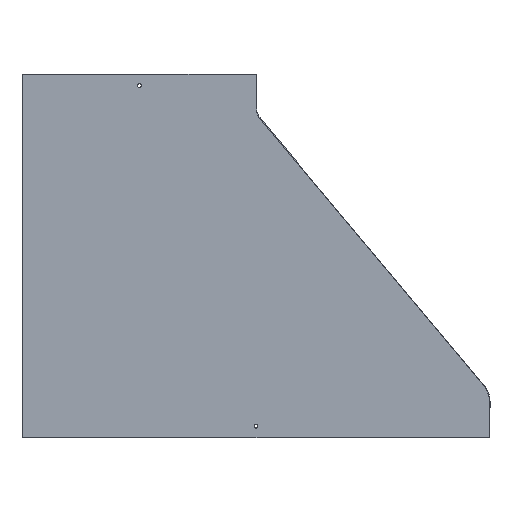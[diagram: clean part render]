
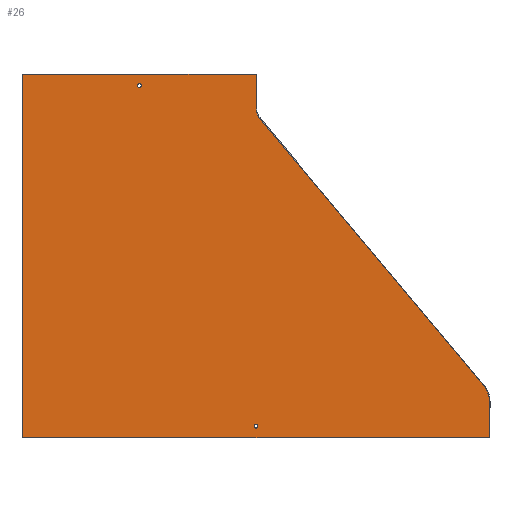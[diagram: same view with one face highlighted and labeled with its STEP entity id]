
A CAD part, front view. The second image highlights one B-rep face of the part: STEP entity #26.
In plain terms, the highlighted planar face has unit normal (0, -1, 0).
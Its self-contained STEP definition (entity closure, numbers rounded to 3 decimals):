
#26 = ADVANCED_FACE ( 'NONE', ( #323, #327, #321 ), #504, .F. ) ;
#42 = EDGE_CURVE ( 'NONE', #410, #410, #348, .T. ) ;
#43 = EDGE_CURVE ( 'NONE', #246, #227, #344, .T. ) ;
#44 = EDGE_CURVE ( 'NONE', #246, #248, #346, .T. ) ;
#45 = EDGE_CURVE ( 'NONE', #228, #248, #347, .T. ) ;
#46 = EDGE_CURVE ( 'NONE', #247, #228, #352, .T. ) ;
#47 = EDGE_CURVE ( 'NONE', #232, #247, #354, .T. ) ;
#48 = EDGE_CURVE ( 'NONE', #254, #232, #355, .T. ) ;
#49 = EDGE_CURVE ( 'NONE', #121, #254, #357, .T. ) ;
#50 = EDGE_CURVE ( 'NONE', #121, #227, #351, .T. ) ;
#51 = EDGE_CURVE ( 'NONE', #411, #411, #360, .T. ) ;
#88 = AXIS2_PLACEMENT_3D ( 'NONE', #600, #602, #477 ) ;
#94 = AXIS2_PLACEMENT_3D ( 'NONE', #559, #558, #536 ) ;
#95 = AXIS2_PLACEMENT_3D ( 'NONE', #513, #515, #512 ) ;
#96 = AXIS2_PLACEMENT_3D ( 'NONE', #523, #522, #521 ) ;
#97 = AXIS2_PLACEMENT_3D ( 'NONE', #526, #525, #510 ) ;
#121 = VERTEX_POINT ( 'NONE', #631 ) ;
#125 = ORIENTED_EDGE ( 'NONE', *, *, #47, .F. ) ;
#127 = ORIENTED_EDGE ( 'NONE', *, *, #49, .F. ) ;
#128 = ORIENTED_EDGE ( 'NONE', *, *, #46, .F. ) ;
#133 = ORIENTED_EDGE ( 'NONE', *, *, #48, .F. ) ;
#146 = ORIENTED_EDGE ( 'NONE', *, *, #50, .T. ) ;
#147 = ORIENTED_EDGE ( 'NONE', *, *, #51, .F. ) ;
#148 = ORIENTED_EDGE ( 'NONE', *, *, #44, .T. ) ;
#149 = ORIENTED_EDGE ( 'NONE', *, *, #45, .F. ) ;
#150 = ORIENTED_EDGE ( 'NONE', *, *, #42, .F. ) ;
#151 = ORIENTED_EDGE ( 'NONE', *, *, #43, .F. ) ;
#227 = VERTEX_POINT ( 'NONE', #623 ) ;
#228 = VERTEX_POINT ( 'NONE', #622 ) ;
#232 = VERTEX_POINT ( 'NONE', #635 ) ;
#246 = VERTEX_POINT ( 'NONE', #650 ) ;
#247 = VERTEX_POINT ( 'NONE', #651 ) ;
#248 = VERTEX_POINT ( 'NONE', #652 ) ;
#254 = VERTEX_POINT ( 'NONE', #658 ) ;
#261 = EDGE_LOOP ( 'NONE', ( #150 ) ) ;
#262 = EDGE_LOOP ( 'NONE', ( #147 ) ) ;
#282 = EDGE_LOOP ( 'NONE', ( #151, #148, #149, #128, #125, #133, #127, #146 ) ) ;
#321 = FACE_BOUND ( 'NONE', #262, .T. ) ;
#323 = FACE_BOUND ( 'NONE', #261, .T. ) ;
#327 = FACE_OUTER_BOUND ( 'NONE', #282, .T. ) ;
#344 = LINE ( 'NONE', #565, #350 ) ;
#346 = LINE ( 'NONE', #534, #349 ) ;
#347 = LINE ( 'NONE', #542, #353 ) ;
#348 = CIRCLE ( 'NONE', #94, 2.5 ) ;
#349 = VECTOR ( 'NONE', #543, 1000. ) ;
#350 = VECTOR ( 'NONE', #535, 1000. ) ;
#351 = LINE ( 'NONE', #524, #361 ) ;
#352 = CIRCLE ( 'NONE', #95, 31.2 ) ;
#353 = VECTOR ( 'NONE', #537, 1000. ) ;
#354 = LINE ( 'NONE', #538, #356 ) ;
#355 = CIRCLE ( 'NONE', #96, 18.8 ) ;
#356 = VECTOR ( 'NONE', #560, 1000. ) ;
#357 = LINE ( 'NONE', #529, #359 ) ;
#359 = VECTOR ( 'NONE', #528, 1000. ) ;
#360 = CIRCLE ( 'NONE', #97, 2.5 ) ;
#361 = VECTOR ( 'NONE', #509, 1000. ) ;
#410 = VERTEX_POINT ( 'NONE', #682 ) ;
#411 = VERTEX_POINT ( 'NONE', #683 ) ;
#477 = DIRECTION ( 'NONE',  ( 0., 0., 1. ) ) ;
#504 = PLANE ( 'NONE',  #88 ) ;
#509 = DIRECTION ( 'NONE',  ( -1., 0., 0. ) ) ;
#510 = DIRECTION ( 'NONE',  ( 0., 0., 1. ) ) ;
#512 = DIRECTION ( 'NONE',  ( 0., 0., 1. ) ) ;
#513 = CARTESIAN_POINT ( 'NONE',  ( 570., 0., -420.999 ) ) ;
#515 = DIRECTION ( 'NONE',  ( 0., 1., 0. ) ) ;
#521 = DIRECTION ( 'NONE',  ( 0., 0., 1. ) ) ;
#522 = DIRECTION ( 'NONE',  ( 0., -1., 0. ) ) ;
#523 = CARTESIAN_POINT ( 'NONE',  ( 320., 0., -44.819 ) ) ;
#524 = CARTESIAN_POINT ( 'NONE',  ( 302., 0., 0. ) ) ;
#525 = DIRECTION ( 'NONE',  ( 0., -1., 0. ) ) ;
#526 = CARTESIAN_POINT ( 'NONE',  ( 301., 0., -453. ) ) ;
#528 = DIRECTION ( 'NONE',  ( 0., 0., -1. ) ) ;
#529 = CARTESIAN_POINT ( 'NONE',  ( 301.2, 0., -44.819 ) ) ;
#534 = CARTESIAN_POINT ( 'NONE',  ( 602., 0., -468. ) ) ;
#535 = DIRECTION ( 'NONE',  ( 0., 0., 1. ) ) ;
#536 = DIRECTION ( 'NONE',  ( 0., 0., 1. ) ) ;
#537 = DIRECTION ( 'NONE',  ( 0., 0., -1. ) ) ;
#538 = CARTESIAN_POINT ( 'NONE',  ( 305.59, 0., -56.894 ) ) ;
#542 = CARTESIAN_POINT ( 'NONE',  ( 601.2, 0., -44.819 ) ) ;
#543 = DIRECTION ( 'NONE',  ( 1., 0., 0. ) ) ;
#558 = DIRECTION ( 'NONE',  ( 0., -1., 0. ) ) ;
#559 = CARTESIAN_POINT ( 'NONE',  ( 151., 0., -15. ) ) ;
#560 = DIRECTION ( 'NONE',  ( 0.642, 0., -0.766 ) ) ;
#565 = CARTESIAN_POINT ( 'NONE',  ( 0.8, 0., -44.819 ) ) ;
#600 = CARTESIAN_POINT ( 'NONE',  ( 320., 0., -44.819 ) ) ;
#602 = DIRECTION ( 'NONE',  ( 0., 1., 0. ) ) ;
#622 = CARTESIAN_POINT ( 'NONE',  ( 601.2, 0., -420.999 ) ) ;
#623 = CARTESIAN_POINT ( 'NONE',  ( 0.8, 0., 0. ) ) ;
#631 = CARTESIAN_POINT ( 'NONE',  ( 301.2, 0., 0. ) ) ;
#635 = CARTESIAN_POINT ( 'NONE',  ( 305.59, 0., -56.894 ) ) ;
#650 = CARTESIAN_POINT ( 'NONE',  ( 0.8, 0., -468. ) ) ;
#651 = CARTESIAN_POINT ( 'NONE',  ( 593.914, 0., -400.96 ) ) ;
#652 = CARTESIAN_POINT ( 'NONE',  ( 601.2, 0., -468. ) ) ;
#658 = CARTESIAN_POINT ( 'NONE',  ( 301.2, 0., -44.819 ) ) ;
#682 = CARTESIAN_POINT ( 'NONE',  ( 151., 0., -12.5 ) ) ;
#683 = CARTESIAN_POINT ( 'NONE',  ( 301., 0., -450.5 ) ) ;
